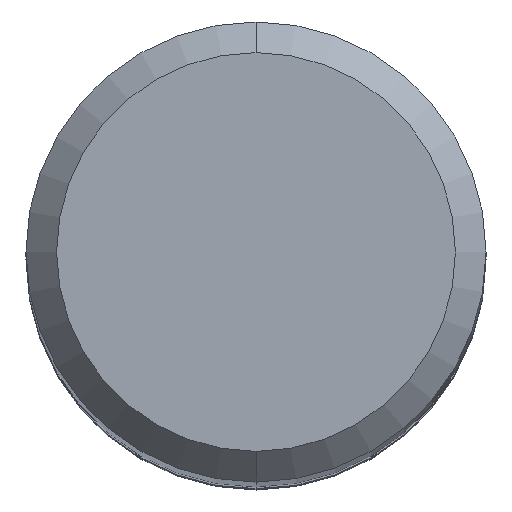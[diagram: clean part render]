
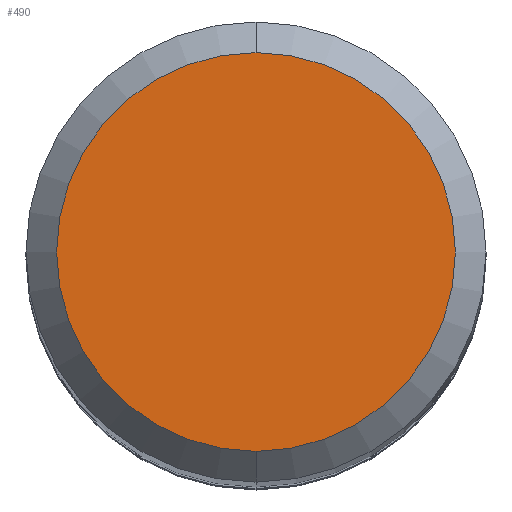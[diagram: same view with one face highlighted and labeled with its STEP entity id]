
A CAD part, top view. The second image highlights one B-rep face of the part: STEP entity #490.
In plain terms, the highlighted planar face has unit normal (0, 0, 1).
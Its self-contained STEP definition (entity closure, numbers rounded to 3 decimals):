
#348=EDGE_CURVE('',#484,#366,#696,.T.);
#366=VERTEX_POINT('',#715);
#428=EDGE_CURVE('',#366,#484,#782,.T.);
#484=VERTEX_POINT('',#845);
#490=ADVANCED_FACE('',(#851),#852,.T.);
#696=CIRCLE('',#1183,2.6);
#715=CARTESIAN_POINT('',(0.0,2.6,0.0));
#782=CIRCLE('',#1345,2.6);
#845=CARTESIAN_POINT('',(0.,-2.6,0.0));
#851=FACE_OUTER_BOUND('',#1523,.T.);
#852=PLANE('',#1524);
#1183=AXIS2_PLACEMENT_3D('',#1736,#1737,#1738);
#1345=AXIS2_PLACEMENT_3D('',#1822,#1823,#1824);
#1523=EDGE_LOOP('',(#1913,#1914));
#1524=AXIS2_PLACEMENT_3D('',#1915,#1916,#1917);
#1736=CARTESIAN_POINT('',(0.0,0.0,0.0));
#1737=DIRECTION('',(0.0,0.0,-1.0));
#1738=DIRECTION('',(0.0,1.0,0.0));
#1822=CARTESIAN_POINT('',(0.0,0.0,0.0));
#1823=DIRECTION('',(0.0,0.0,-1.0));
#1824=DIRECTION('',(0.0,1.0,0.0));
#1913=ORIENTED_EDGE('',*,*,#428,.F.);
#1914=ORIENTED_EDGE('',*,*,#348,.F.);
#1915=CARTESIAN_POINT('',(0.0,1.3,0.0));
#1916=DIRECTION('',(-0.0,0.0,1.0));
#1917=DIRECTION('',(0.0,-1.0,0.0));
